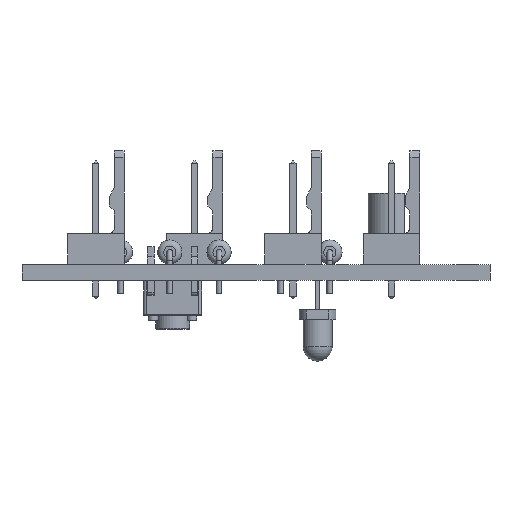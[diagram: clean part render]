
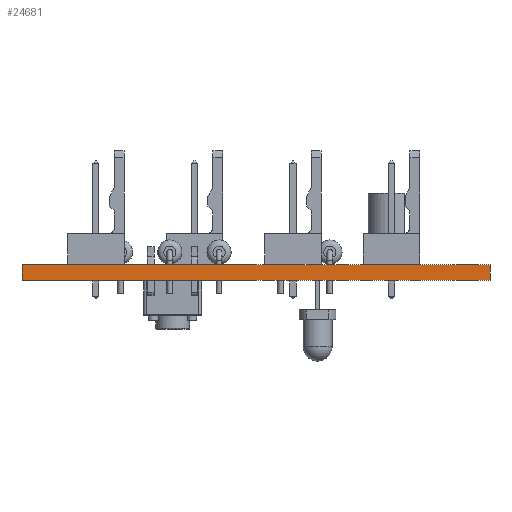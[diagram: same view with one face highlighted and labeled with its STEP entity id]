
A CAD part, left-side view. The second image highlights one B-rep face of the part: STEP entity #24681.
In plain terms, the highlighted planar face has unit normal (-1, 0, 0).
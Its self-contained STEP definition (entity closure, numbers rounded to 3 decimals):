
#24565 = EDGE_CURVE('',#24566,#24568,#24570,.T.);
#24566 = VERTEX_POINT('',#24567);
#24567 = CARTESIAN_POINT('',(152.4,-74.93,0.));
#24568 = VERTEX_POINT('',#24569);
#24569 = CARTESIAN_POINT('',(152.4,-74.93,1.6));
#24570 = SURFACE_CURVE('',#24571,(#24575,#24587),.PCURVE_S1.);
#24571 = LINE('',#24572,#24573);
#24572 = CARTESIAN_POINT('',(152.4,-74.93,0.));
#24573 = VECTOR('',#24574,1.);
#24574 = DIRECTION('',(0.,0.,1.));
#24575 = PCURVE('',#24576,#24581);
#24576 = PLANE('',#24577);
#24577 = AXIS2_PLACEMENT_3D('',#24578,#24579,#24580);
#24578 = CARTESIAN_POINT('',(152.4,-74.93,0.));
#24579 = DIRECTION('',(0.,1.,0.));
#24580 = DIRECTION('',(1.,0.,0.));
#24581 = DEFINITIONAL_REPRESENTATION('',(#24582),#24586);
#24582 = LINE('',#24583,#24584);
#24583 = CARTESIAN_POINT('',(0.,0.));
#24584 = VECTOR('',#24585,1.);
#24585 = DIRECTION('',(0.,-1.));
#24586 = ( GEOMETRIC_REPRESENTATION_CONTEXT(2) 
PARAMETRIC_REPRESENTATION_CONTEXT() REPRESENTATION_CONTEXT('2D SPACE',''
  ) );
#24587 = PCURVE('',#24588,#24593);
#24588 = PLANE('',#24589);
#24589 = AXIS2_PLACEMENT_3D('',#24590,#24591,#24592);
#24590 = CARTESIAN_POINT('',(152.4,-123.19,0.));
#24591 = DIRECTION('',(-1.,0.,0.));
#24592 = DIRECTION('',(0.,1.,0.));
#24593 = DEFINITIONAL_REPRESENTATION('',(#24594),#24598);
#24594 = LINE('',#24595,#24596);
#24595 = CARTESIAN_POINT('',(48.26,0.));
#24596 = VECTOR('',#24597,1.);
#24597 = DIRECTION('',(0.,-1.));
#24598 = ( GEOMETRIC_REPRESENTATION_CONTEXT(2) 
PARAMETRIC_REPRESENTATION_CONTEXT() REPRESENTATION_CONTEXT('2D SPACE',''
  ) );
#24616 = PLANE('',#24617);
#24617 = AXIS2_PLACEMENT_3D('',#24618,#24619,#24620);
#24618 = CARTESIAN_POINT('',(176.53,-99.06,1.6));
#24619 = DIRECTION('',(-0.,-0.,-1.));
#24620 = DIRECTION('',(-1.,0.,0.));
#24670 = PLANE('',#24671);
#24671 = AXIS2_PLACEMENT_3D('',#24672,#24673,#24674);
#24672 = CARTESIAN_POINT('',(176.53,-99.06,0.));
#24673 = DIRECTION('',(-0.,-0.,-1.));
#24674 = DIRECTION('',(-1.,0.,0.));
#24681 = ADVANCED_FACE('',(#24682),#24588,.T.);
#24682 = FACE_BOUND('',#24683,.T.);
#24683 = EDGE_LOOP('',(#24684,#24714,#24735,#24736));
#24684 = ORIENTED_EDGE('',*,*,#24685,.T.);
#24685 = EDGE_CURVE('',#24686,#24688,#24690,.T.);
#24686 = VERTEX_POINT('',#24687);
#24687 = CARTESIAN_POINT('',(152.4,-123.19,0.));
#24688 = VERTEX_POINT('',#24689);
#24689 = CARTESIAN_POINT('',(152.4,-123.19,1.6));
#24690 = SURFACE_CURVE('',#24691,(#24695,#24702),.PCURVE_S1.);
#24691 = LINE('',#24692,#24693);
#24692 = CARTESIAN_POINT('',(152.4,-123.19,0.));
#24693 = VECTOR('',#24694,1.);
#24694 = DIRECTION('',(0.,0.,1.));
#24695 = PCURVE('',#24588,#24696);
#24696 = DEFINITIONAL_REPRESENTATION('',(#24697),#24701);
#24697 = LINE('',#24698,#24699);
#24698 = CARTESIAN_POINT('',(0.,0.));
#24699 = VECTOR('',#24700,1.);
#24700 = DIRECTION('',(0.,-1.));
#24701 = ( GEOMETRIC_REPRESENTATION_CONTEXT(2) 
PARAMETRIC_REPRESENTATION_CONTEXT() REPRESENTATION_CONTEXT('2D SPACE',''
  ) );
#24702 = PCURVE('',#24703,#24708);
#24703 = PLANE('',#24704);
#24704 = AXIS2_PLACEMENT_3D('',#24705,#24706,#24707);
#24705 = CARTESIAN_POINT('',(200.66,-123.19,0.));
#24706 = DIRECTION('',(0.,-1.,0.));
#24707 = DIRECTION('',(-1.,0.,0.));
#24708 = DEFINITIONAL_REPRESENTATION('',(#24709),#24713);
#24709 = LINE('',#24710,#24711);
#24710 = CARTESIAN_POINT('',(48.26,0.));
#24711 = VECTOR('',#24712,1.);
#24712 = DIRECTION('',(0.,-1.));
#24713 = ( GEOMETRIC_REPRESENTATION_CONTEXT(2) 
PARAMETRIC_REPRESENTATION_CONTEXT() REPRESENTATION_CONTEXT('2D SPACE',''
  ) );
#24714 = ORIENTED_EDGE('',*,*,#24715,.T.);
#24715 = EDGE_CURVE('',#24688,#24568,#24716,.T.);
#24716 = SURFACE_CURVE('',#24717,(#24721,#24728),.PCURVE_S1.);
#24717 = LINE('',#24718,#24719);
#24718 = CARTESIAN_POINT('',(152.4,-123.19,1.6));
#24719 = VECTOR('',#24720,1.);
#24720 = DIRECTION('',(0.,1.,0.));
#24721 = PCURVE('',#24588,#24722);
#24722 = DEFINITIONAL_REPRESENTATION('',(#24723),#24727);
#24723 = LINE('',#24724,#24725);
#24724 = CARTESIAN_POINT('',(0.,-1.6));
#24725 = VECTOR('',#24726,1.);
#24726 = DIRECTION('',(1.,0.));
#24727 = ( GEOMETRIC_REPRESENTATION_CONTEXT(2) 
PARAMETRIC_REPRESENTATION_CONTEXT() REPRESENTATION_CONTEXT('2D SPACE',''
  ) );
#24728 = PCURVE('',#24616,#24729);
#24729 = DEFINITIONAL_REPRESENTATION('',(#24730),#24734);
#24730 = LINE('',#24731,#24732);
#24731 = CARTESIAN_POINT('',(24.13,-24.13));
#24732 = VECTOR('',#24733,1.);
#24733 = DIRECTION('',(0.,1.));
#24734 = ( GEOMETRIC_REPRESENTATION_CONTEXT(2) 
PARAMETRIC_REPRESENTATION_CONTEXT() REPRESENTATION_CONTEXT('2D SPACE',''
  ) );
#24735 = ORIENTED_EDGE('',*,*,#24565,.F.);
#24736 = ORIENTED_EDGE('',*,*,#24737,.F.);
#24737 = EDGE_CURVE('',#24686,#24566,#24738,.T.);
#24738 = SURFACE_CURVE('',#24739,(#24743,#24750),.PCURVE_S1.);
#24739 = LINE('',#24740,#24741);
#24740 = CARTESIAN_POINT('',(152.4,-123.19,0.));
#24741 = VECTOR('',#24742,1.);
#24742 = DIRECTION('',(0.,1.,0.));
#24743 = PCURVE('',#24588,#24744);
#24744 = DEFINITIONAL_REPRESENTATION('',(#24745),#24749);
#24745 = LINE('',#24746,#24747);
#24746 = CARTESIAN_POINT('',(0.,0.));
#24747 = VECTOR('',#24748,1.);
#24748 = DIRECTION('',(1.,0.));
#24749 = ( GEOMETRIC_REPRESENTATION_CONTEXT(2) 
PARAMETRIC_REPRESENTATION_CONTEXT() REPRESENTATION_CONTEXT('2D SPACE',''
  ) );
#24750 = PCURVE('',#24670,#24751);
#24751 = DEFINITIONAL_REPRESENTATION('',(#24752),#24756);
#24752 = LINE('',#24753,#24754);
#24753 = CARTESIAN_POINT('',(24.13,-24.13));
#24754 = VECTOR('',#24755,1.);
#24755 = DIRECTION('',(0.,1.));
#24756 = ( GEOMETRIC_REPRESENTATION_CONTEXT(2) 
PARAMETRIC_REPRESENTATION_CONTEXT() REPRESENTATION_CONTEXT('2D SPACE',''
  ) );
